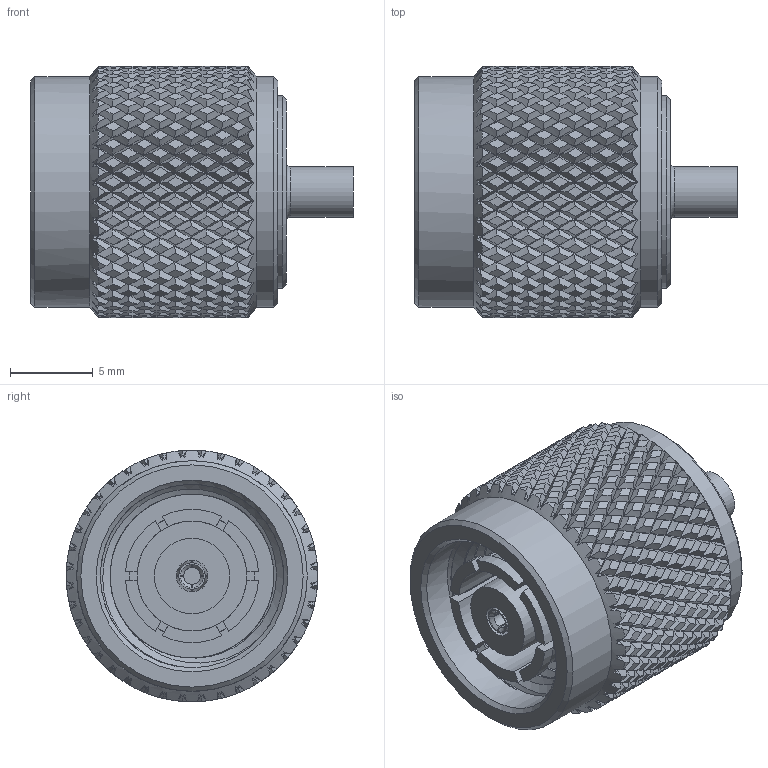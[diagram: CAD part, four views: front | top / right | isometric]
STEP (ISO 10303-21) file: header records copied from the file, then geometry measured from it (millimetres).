
FILE_DESCRIPTION (( 'STEP AP203' ), '1' );
FILE_NAME ('PE4673_3D.step', '2021-08-02T15:42:07', ( '' ), ( '' ), 'SwSTEP 2.0', 'SolidWorks 2021', '' );
FILE_SCHEMA (( 'CONFIG_CONTROL_DESIGN' ));
Products named in the file (1): PE4673_3D
Bounding box: 19.56 x 15.24 x 15.24 mm (x, y, z)
Volume: 2009.1 mm3; surface area: 2451.1 mm2
Topology: 1 solids, 1 shells, 2461 faces, 5149 edges, 2698 vertices
Faces by surface type: bspline 1923, cylinder 468, plane 47, cone 22, torus 1
Full cylindrical faces by diameter (mm): 1.016 x1, 1.905 x1, 2.286 x1, 3.048 x1, 4.572 x1, 6.655 x1, 7.569 x1, 11.112 x6, 11.684 x1, 12.192 x1, 13.97 x2
Entity records: 101595 total; most frequent: CARTESIAN_POINT 70891, ORIENTED_EDGE 10206, EDGE_CURVE 5103, VERTEX_POINT 2678, EDGE_LOOP 2483, FACE_OUTER_BOUND 2468, ADVANCED_FACE 2455, B_SPLINE_CURVE_WITH_KNOTS 2311
